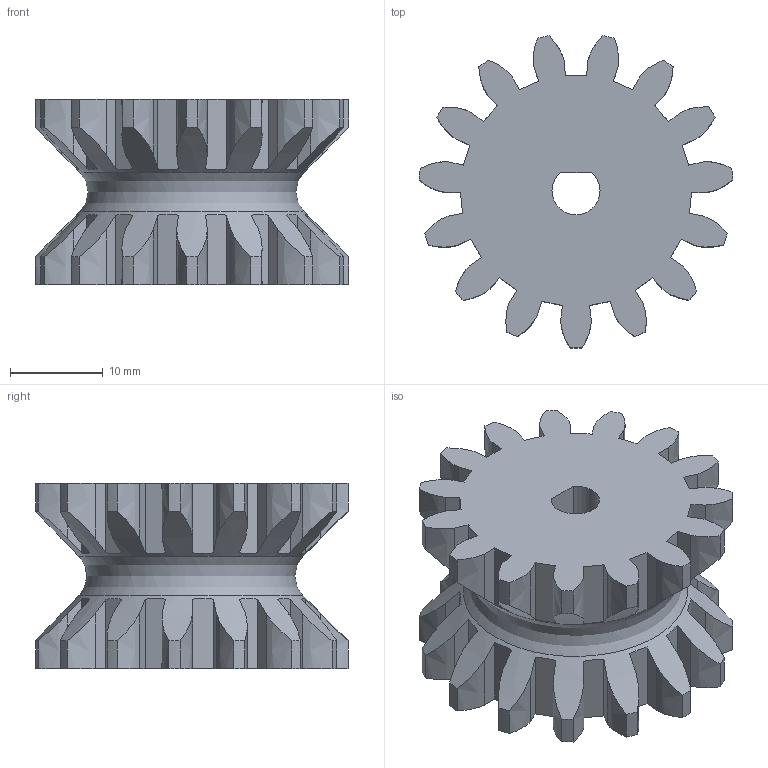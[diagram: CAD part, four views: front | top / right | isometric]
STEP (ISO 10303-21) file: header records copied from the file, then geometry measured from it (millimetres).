
FILE_DESCRIPTION(('Open CASCADE Model'),'2;1');
FILE_NAME('Open CASCADE Shape Model','2021-12-17T14:03:31',('Author'),( 'Open CASCADE'),'Open CASCADE STEP processor 7.4','Open CASCADE 7.4' ,'Unknown');
FILE_SCHEMA(('AUTOMOTIVE_DESIGN { 1 0 10303 214 1 1 1 1 }'));
Length unit declared in the file: millimetre
Products named in the file (1): Open CASCADE STEP translator 7.4 24
Bounding box: 33.92 x 33.75 x 20 mm (x, y, z)
Volume: 11124.8 mm3; surface area: 4720.3 mm2
Topology: 1 solids, 1 shells, 192 faces, 562 edges, 374 vertices
Faces by surface type: plane 96, extrusion 60, cylinder 33, cone 2, bspline 1
Full cylindrical faces by diameter (mm): 5.3 x1
Entity records: 17152 total; most frequent: CARTESIAN_POINT 6855, DIRECTION 1572, ORIENTED_EDGE 1124, PCURVE 1124, DEFINITIONAL_REPRESENTATION 1124, VECTOR 1063, LINE 1003, B_SPLINE_CURVE_WITH_KNOTS 574
